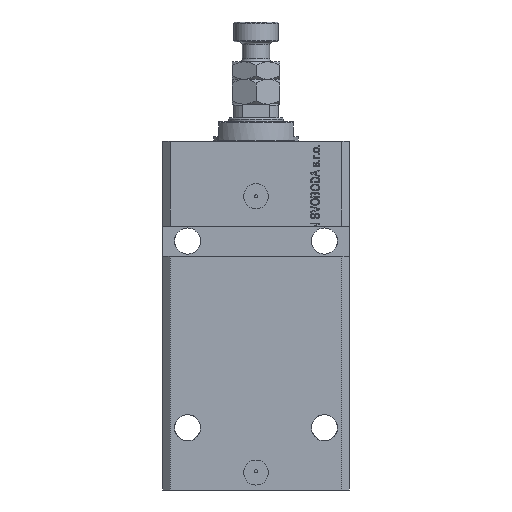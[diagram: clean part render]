
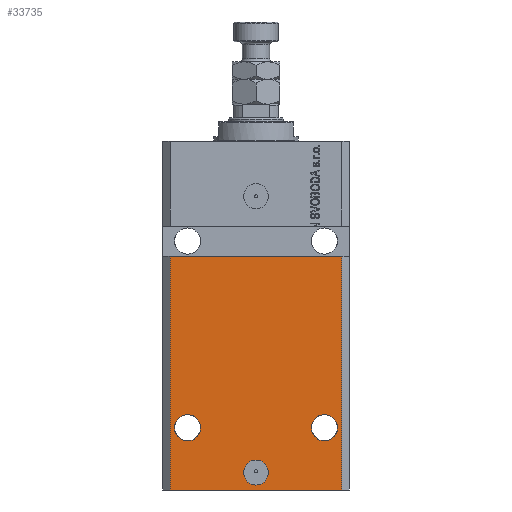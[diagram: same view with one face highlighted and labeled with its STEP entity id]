
A CAD part, front view. The second image highlights one B-rep face of the part: STEP entity #33735.
In plain terms, the highlighted planar face has unit normal (0, -1, 0).
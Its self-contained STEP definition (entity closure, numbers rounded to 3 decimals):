
#418 = EDGE_CURVE ( 'NONE', #45392, #1894, #22095, .T. ) ;
#1894 = VERTEX_POINT ( 'NONE', #10490 ) ;
#1990 = DIRECTION ( 'NONE',  ( 1., 0., 0. ) ) ;
#2099 = EDGE_LOOP ( 'NONE', ( #8841, #11152, #30631, #13797 ) ) ;
#2158 = CARTESIAN_POINT ( 'NONE',  ( 5., -27.5, -133. ) ) ;
#2222 = EDGE_LOOP ( 'NONE', ( #33851, #21850 ) ) ;
#2454 = CARTESIAN_POINT ( 'NONE',  ( 0., -27.5, -133. ) ) ;
#3029 = VERTEX_POINT ( 'NONE', #13819 ) ;
#3540 = VERTEX_POINT ( 'NONE', #24727 ) ;
#3671 = EDGE_CURVE ( 'NONE', #11331, #12155, #44492, .T. ) ;
#4286 = EDGE_CURVE ( 'NONE', #20900, #36134, #9962, .T. ) ;
#4668 = LINE ( 'NONE', #19952, #44435 ) ;
#5194 = AXIS2_PLACEMENT_3D ( 'NONE', #6799, #19236, #49553 ) ;
#5867 = CARTESIAN_POINT ( 'NONE',  ( -27.5, -27.5, -115. ) ) ;
#6262 = FACE_BOUND ( 'NONE', #47412, .T. ) ;
#6799 = CARTESIAN_POINT ( 'NONE',  ( 0., -27.5, -133. ) ) ;
#6972 = DIRECTION ( 'NONE',  ( 1., 0., 0. ) ) ;
#8344 = VECTOR ( 'NONE', #25473, 1000. ) ;
#8470 = EDGE_CURVE ( 'NONE', #3029, #11331, #16765, .T. ) ;
#8841 = ORIENTED_EDGE ( 'NONE', *, *, #46020, .F. ) ;
#9374 = EDGE_CURVE ( 'NONE', #16331, #16385, #26031, .T. ) ;
#9962 = CIRCLE ( 'NONE', #38728, 5.25 ) ;
#10193 = CARTESIAN_POINT ( 'NONE',  ( 34.5, -27.5, -140. ) ) ;
#10226 = DIRECTION ( 'NONE',  ( 0., -1., 0. ) ) ;
#10273 = DIRECTION ( 'NONE',  ( 0., -1., 0. ) ) ;
#10490 = CARTESIAN_POINT ( 'NONE',  ( -22.25, -27.5, -115. ) ) ;
#10645 = EDGE_CURVE ( 'NONE', #36134, #20900, #16467, .T. ) ;
#11152 = ORIENTED_EDGE ( 'NONE', *, *, #43346, .F. ) ;
#11331 = VERTEX_POINT ( 'NONE', #42709 ) ;
#11684 = LINE ( 'NONE', #23955, #34707 ) ;
#12155 = VERTEX_POINT ( 'NONE', #34209 ) ;
#13029 = DIRECTION ( 'NONE',  ( 0., 0., -1. ) ) ;
#13797 = ORIENTED_EDGE ( 'NONE', *, *, #3671, .T. ) ;
#13819 = CARTESIAN_POINT ( 'NONE',  ( -34.5, -27.5, -140. ) ) ;
#14025 = PLANE ( 'NONE',  #47309 ) ;
#14308 = ORIENTED_EDGE ( 'NONE', *, *, #18841, .F. ) ;
#15125 = EDGE_CURVE ( 'NONE', #16385, #16331, #41415, .T. ) ;
#16331 = VERTEX_POINT ( 'NONE', #2158 ) ;
#16385 = VERTEX_POINT ( 'NONE', #22433 ) ;
#16467 = CIRCLE ( 'NONE', #38048, 5.25 ) ;
#16765 = LINE ( 'NONE', #32010, #23582 ) ;
#16997 = DIRECTION ( 'NONE',  ( 1., 0., 0. ) ) ;
#18841 = EDGE_CURVE ( 'NONE', #1894, #45392, #43828, .T. ) ;
#19236 = DIRECTION ( 'NONE',  ( 0., -1., 0. ) ) ;
#19952 = CARTESIAN_POINT ( 'NONE',  ( -37.5, -27.5, -46. ) ) ;
#20574 = CARTESIAN_POINT ( 'NONE',  ( 32.75, -27.5, -115. ) ) ;
#20608 = AXIS2_PLACEMENT_3D ( 'NONE', #2454, #10226, #6972 ) ;
#20757 = ORIENTED_EDGE ( 'NONE', *, *, #9374, .F. ) ;
#20801 = CARTESIAN_POINT ( 'NONE',  ( -34.5, -27.5, -140. ) ) ;
#20900 = VERTEX_POINT ( 'NONE', #40182 ) ;
#21541 = FACE_OUTER_BOUND ( 'NONE', #2099, .T. ) ;
#21850 = ORIENTED_EDGE ( 'NONE', *, *, #4286, .F. ) ;
#22095 = CIRCLE ( 'NONE', #34065, 5.25 ) ;
#22265 = AXIS2_PLACEMENT_3D ( 'NONE', #5867, #42954, #43692 ) ;
#22360 = DIRECTION ( 'NONE',  ( 0., -1., 0. ) ) ;
#22433 = CARTESIAN_POINT ( 'NONE',  ( -5., -27.5, -133. ) ) ;
#23331 = CARTESIAN_POINT ( 'NONE',  ( -32.75, -27.5, -115. ) ) ;
#23582 = VECTOR ( 'NONE', #16997, 1000. ) ;
#23953 = DIRECTION ( 'NONE',  ( 1., 0., 0. ) ) ;
#23955 = CARTESIAN_POINT ( 'NONE',  ( -34.5, -27.5, -140. ) ) ;
#24727 = CARTESIAN_POINT ( 'NONE',  ( -34.5, -27.5, -46. ) ) ;
#25473 = DIRECTION ( 'NONE',  ( 0., 0., 1. ) ) ;
#26031 = CIRCLE ( 'NONE', #5194, 5. ) ;
#26046 = DIRECTION ( 'NONE',  ( 0., -1., 0. ) ) ;
#27217 = DIRECTION ( 'NONE',  ( 0., 0., 1. ) ) ;
#29779 = CARTESIAN_POINT ( 'NONE',  ( 27.5, -27.5, -115. ) ) ;
#30100 = CARTESIAN_POINT ( 'NONE',  ( -27.5, -27.5, -115. ) ) ;
#30589 = DIRECTION ( 'NONE',  ( -1., 0., 0. ) ) ;
#30631 = ORIENTED_EDGE ( 'NONE', *, *, #8470, .T. ) ;
#32010 = CARTESIAN_POINT ( 'NONE',  ( -34.5, -27.5, -140. ) ) ;
#32037 = CARTESIAN_POINT ( 'NONE',  ( 27.5, -27.5, -115. ) ) ;
#33062 = EDGE_LOOP ( 'NONE', ( #20757, #38973 ) ) ;
#33735 = ADVANCED_FACE ( 'NONE', ( #40562, #43581, #6262, #21541 ), #14025, .T. ) ;
#33851 = ORIENTED_EDGE ( 'NONE', *, *, #10645, .F. ) ;
#34065 = AXIS2_PLACEMENT_3D ( 'NONE', #30100, #22360, #30589 ) ;
#34209 = CARTESIAN_POINT ( 'NONE',  ( 34.5, -27.5, -46. ) ) ;
#34707 = VECTOR ( 'NONE', #27217, 1000. ) ;
#36134 = VERTEX_POINT ( 'NONE', #20574 ) ;
#37180 = ORIENTED_EDGE ( 'NONE', *, *, #418, .F. ) ;
#38048 = AXIS2_PLACEMENT_3D ( 'NONE', #32037, #46841, #1990 ) ;
#38728 = AXIS2_PLACEMENT_3D ( 'NONE', #29779, #26046, #41310 ) ;
#38973 = ORIENTED_EDGE ( 'NONE', *, *, #15125, .F. ) ;
#40182 = CARTESIAN_POINT ( 'NONE',  ( 22.25, -27.5, -115. ) ) ;
#40562 = FACE_BOUND ( 'NONE', #33062, .T. ) ;
#41310 = DIRECTION ( 'NONE',  ( 1., 0., 0. ) ) ;
#41415 = CIRCLE ( 'NONE', #20608, 5. ) ;
#42709 = CARTESIAN_POINT ( 'NONE',  ( 34.5, -27.5, -140. ) ) ;
#42954 = DIRECTION ( 'NONE',  ( 0., -1., 0. ) ) ;
#43346 = EDGE_CURVE ( 'NONE', #3029, #3540, #11684, .T. ) ;
#43581 = FACE_BOUND ( 'NONE', #2222, .T. ) ;
#43692 = DIRECTION ( 'NONE',  ( -1., 0., 0. ) ) ;
#43828 = CIRCLE ( 'NONE', #22265, 5.25 ) ;
#44435 = VECTOR ( 'NONE', #23953, 1000. ) ;
#44492 = LINE ( 'NONE', #10193, #8344 ) ;
#45392 = VERTEX_POINT ( 'NONE', #23331 ) ;
#46020 = EDGE_CURVE ( 'NONE', #3540, #12155, #4668, .T. ) ;
#46841 = DIRECTION ( 'NONE',  ( 0., -1., 0. ) ) ;
#47309 = AXIS2_PLACEMENT_3D ( 'NONE', #20801, #10273, #13029 ) ;
#47412 = EDGE_LOOP ( 'NONE', ( #14308, #37180 ) ) ;
#49553 = DIRECTION ( 'NONE',  ( 1., 0., 0. ) ) ;
